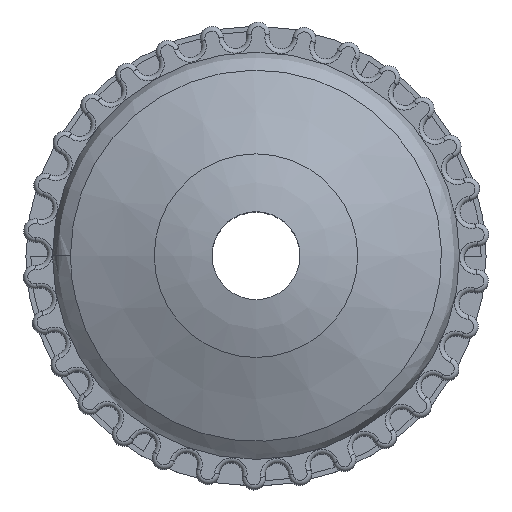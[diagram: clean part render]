
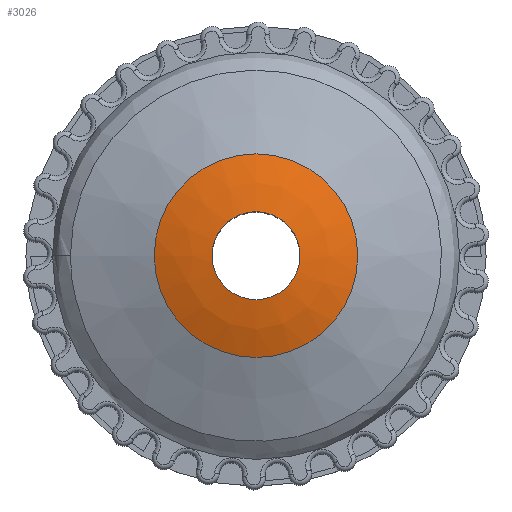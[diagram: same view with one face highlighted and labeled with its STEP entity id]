
A CAD part, top view. The second image highlights one B-rep face of the part: STEP entity #3026.
In plain terms, the highlighted free-form (B-spline) face has degree [2, 2] with [3, 9] control points.
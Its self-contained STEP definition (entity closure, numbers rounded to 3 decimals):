
#490=(
BOUNDED_SURFACE()
B_SPLINE_SURFACE(2,2,((#5311,#5312,#5313,#5314,#5315,#5316,#5317,#5318,
#5319),(#5320,#5321,#5322,#5323,#5324,#5325,#5326,#5327,#5328),(#5329,#5330,
#5331,#5332,#5333,#5334,#5335,#5336,#5337)),.UNSPECIFIED.,.F.,.T.,.F.)
B_SPLINE_SURFACE_WITH_KNOTS((3,3),(3,2,2,2,3),(1.201,1.432),
(-3.142,-1.571,0.,1.571,3.142),
 .UNSPECIFIED.)
GEOMETRIC_REPRESENTATION_ITEM()
RATIONAL_B_SPLINE_SURFACE(((1.,0.707,1.,0.707,1.,
0.707,1.,0.707,1.),(0.993,0.702,
0.993,0.702,0.993,0.702,
0.993,0.702,0.993),(1.,0.707,
1.,0.707,1.,0.707,1.,0.707,1.)))
REPRESENTATION_ITEM('')
SURFACE()
);
#499=FACE_OUTER_BOUND('',#683,.T.);
#683=EDGE_LOOP('',(#2129,#2130,#2131,#2132,#2133));
#864=CIRCLE('',#3218,4.397);
#946=CIRCLE('',#3305,1.9);
#947=CIRCLE('',#3306,11.191);
#948=CIRCLE('',#3307,1.9);
#1216=VERTEX_POINT('',#5140);
#1297=VERTEX_POINT('',#5338);
#1298=VERTEX_POINT('',#5339);
#1537=EDGE_CURVE('',#1216,#1216,#864,.T.);
#1622=EDGE_CURVE('',#1297,#1298,#946,.T.);
#1623=EDGE_CURVE('',#1298,#1216,#947,.T.);
#1624=EDGE_CURVE('',#1298,#1297,#948,.T.);
#2129=ORIENTED_EDGE('',*,*,#1622,.T.);
#2130=ORIENTED_EDGE('',*,*,#1623,.T.);
#2131=ORIENTED_EDGE('',*,*,#1537,.T.);
#2132=ORIENTED_EDGE('',*,*,#1623,.F.);
#2133=ORIENTED_EDGE('',*,*,#1624,.T.);
#3026=ADVANCED_FACE('',(#499),#490,.F.);
#3218=AXIS2_PLACEMENT_3D('',#5141,#3659,#3660);
#3305=AXIS2_PLACEMENT_3D('',#5340,#3836,#3837);
#3306=AXIS2_PLACEMENT_3D('',#5341,#3838,#3839);
#3307=AXIS2_PLACEMENT_3D('',#5342,#3840,#3841);
#3659=DIRECTION('center_axis',(0.,0.,1.));
#3660=DIRECTION('ref_axis',(1.,0.,0.));
#3836=DIRECTION('center_axis',(0.,0.,-1.));
#3837=DIRECTION('ref_axis',(-1.,0.,0.));
#3838=DIRECTION('center_axis',(0.,-1.,0.));
#3839=DIRECTION('ref_axis',(-1.,0.,0.));
#3840=DIRECTION('center_axis',(0.,0.,-1.));
#3841=DIRECTION('ref_axis',(-1.,0.,0.));
#5140=CARTESIAN_POINT('',(-4.397,0.,19.5));
#5141=CARTESIAN_POINT('Origin',(0.,0.,19.5));
#5311=CARTESIAN_POINT('Ctrl Pts',(-4.397,0.,19.5));
#5312=CARTESIAN_POINT('Ctrl Pts',(-4.397,-4.397,19.5));
#5313=CARTESIAN_POINT('Ctrl Pts',(0.,-4.397,19.5));
#5314=CARTESIAN_POINT('Ctrl Pts',(4.397,-4.397,19.5));
#5315=CARTESIAN_POINT('Ctrl Pts',(4.397,0.,19.5));
#5316=CARTESIAN_POINT('Ctrl Pts',(4.397,4.397,19.5));
#5317=CARTESIAN_POINT('Ctrl Pts',(0.,4.397,19.5));
#5318=CARTESIAN_POINT('Ctrl Pts',(-4.397,4.397,19.5));
#5319=CARTESIAN_POINT('Ctrl Pts',(-4.397,0.,19.5));
#5320=CARTESIAN_POINT('Ctrl Pts',(-3.186,0.,19.969));
#5321=CARTESIAN_POINT('Ctrl Pts',(-3.186,-3.186,19.969));
#5322=CARTESIAN_POINT('Ctrl Pts',(0.,-3.186,19.969));
#5323=CARTESIAN_POINT('Ctrl Pts',(3.186,-3.186,19.969));
#5324=CARTESIAN_POINT('Ctrl Pts',(3.186,0.,19.969));
#5325=CARTESIAN_POINT('Ctrl Pts',(3.186,3.186,19.969));
#5326=CARTESIAN_POINT('Ctrl Pts',(0.,3.186,19.969));
#5327=CARTESIAN_POINT('Ctrl Pts',(-3.186,3.186,19.969));
#5328=CARTESIAN_POINT('Ctrl Pts',(-3.186,0.,19.969));
#5329=CARTESIAN_POINT('Ctrl Pts',(-1.9,0.,20.148));
#5330=CARTESIAN_POINT('Ctrl Pts',(-1.9,-1.9,20.148));
#5331=CARTESIAN_POINT('Ctrl Pts',(0.,-1.9,20.148));
#5332=CARTESIAN_POINT('Ctrl Pts',(1.9,-1.9,20.148));
#5333=CARTESIAN_POINT('Ctrl Pts',(1.9,0.,20.148));
#5334=CARTESIAN_POINT('Ctrl Pts',(1.9,1.9,20.148));
#5335=CARTESIAN_POINT('Ctrl Pts',(0.,1.9,20.148));
#5336=CARTESIAN_POINT('Ctrl Pts',(-1.9,1.9,20.148));
#5337=CARTESIAN_POINT('Ctrl Pts',(-1.9,0.,20.148));
#5338=CARTESIAN_POINT('',(1.9,0.,20.148));
#5339=CARTESIAN_POINT('',(-1.9,0.,20.148));
#5340=CARTESIAN_POINT('Origin',(0.,0.,20.148));
#5341=CARTESIAN_POINT('Origin',(-0.354,0.,
9.065));
#5342=CARTESIAN_POINT('Origin',(0.,0.,20.148));
